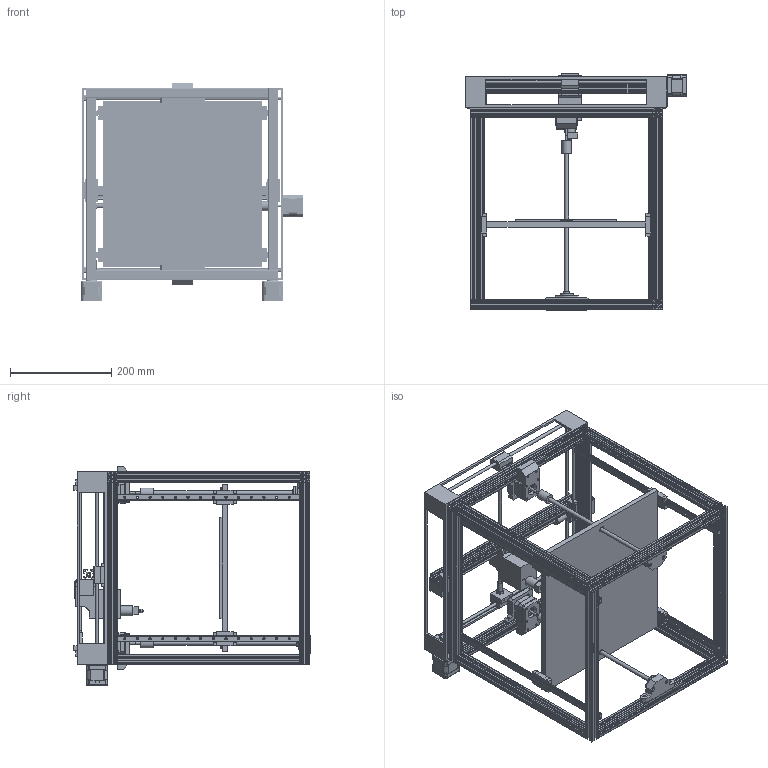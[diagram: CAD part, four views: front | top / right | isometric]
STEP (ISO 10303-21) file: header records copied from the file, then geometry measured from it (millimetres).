
FILE_DESCRIPTION(/* description */ (''),/* implementation_level */ '2;1');
FILE_NAME(/* name */ 'printer 6_grab v1.step',/* time_stamp */ '2020-06-17T15:01:49+03:00',/* author */ (''),/* organization */ (''),/* preprocessor_version */ 'ST-DEVELOPER v18.1',/* originating_system */ 'Autodesk Translation Framework v9.3.0.1241',/* authorisation */ '');
FILE_SCHEMA (('AUTOMOTIVE_DESIGN { 1 0 10303 214 3 1 1 }'));
Length unit declared in the file: millimetre
Products named in the file (55): printer 6_grab; steel  profile; Каретка MGN12H; Component54; Component52; Component53; рельс MGN 12 - 348 мм; _mcm03_slider_50_01_02 (1); MCM03010P01K00-0; _mcm03_body_100_01_02; _mcm03_rod_100_01_02; E3D-V6; Кретка экструдера 
v4 (1); Heater Block; Nozzle; Каретка MGN12H (1) (1); Component69; MCM03010P01K00-0 (1); Component73; MCM03010P01K00-0 (1)_1; _mcm03_rod_100_01_02 (1); MCM03010P01K00-0 (1) (1); MCM03010P01K00-0 (1) (2); _mcm03_body_100_01_02 (1); _mcm03_rod_100_01_02 (1) (2); _mcm03_slider_50_01_02 (1) (1); MCM03010P01K00-0 (1) (1)_1; _mcm03_rod_100_01_02 (1) (1); рельс MGN 12 - 348 мм 
(1); Каретка MGN12H (1) (1) (1
); Component83; NEMA 17; NEMA 17 (1) (1); опора подшипника 
оси Z; опора подшипника 
оси Z_1; 8mm Bearing Mount; NEMA 17_1; Доп крепление 
двигателя Z (1); Крепление двигателя 
Z (1); Вал винтовой 
передачи (1) ...
Assembly tree (94 placements, depth 4):
  printer 6_grab
    steel  profile  x12
    рельс MGN 12 - 348 мм  x3
    Каретка MGN12H
      Component54
    Component52
    Component53
    _mcm03_slider_50_01_02 (1)  x2
    MCM03010P01K00-0
      _mcm03_body_100_01_02
      _mcm03_rod_100_01_02
    E3D-V6
      Кретка экструдера 
v4 (1)
      Heater Block
      Nozzle
      Каретка MGN12H (1) (1)
      Component69
    MCM03010P01K00-0 (1)
      _mcm03_rod_100_01_02 (1)
    Component73
    MCM03010P01K00-0 (1)_1
      _mcm03_rod_100_01_02 (1)
    MCM03010P01K00-0 (1) (1)
      _mcm03_rod_100_01_02 (1) (1)
    MCM03010P01K00-0 (1) (2)
      _mcm03_body_100_01_02 (1)
      _mcm03_rod_100_01_02 (1) (2)
      _mcm03_slider_50_01_02 (1) (1)  x2
    MCM03010P01K00-0 (1) (1)_1
      _mcm03_rod_100_01_02 (1) (1)
    рельс MGN 12 - 348 мм 
(1)  x4
    Каретка MGN12H (1) (1) (1
)
    Component83
    NEMA 17
      Доп крепление 
двигателя Z (1)
      Крепление двигателя 
Z (1)
      Вал винтовой 
передачи (1)
      NEMA 17 (1) (1)
        Base (1) (1)
        Cuerpo (1) (1)
        Tapa (1) (1)
        Eje (1) (1)
      Component97
    опора подшипника 
оси Z
      8mm Bearing Mount
    Гайка винтовой 
передачи - латунь  x2
    опора подшипника 
оси Z_1
      8mm Bearing Mount
    NEMA 17_1
      Доп крепление 
двигателя Z (1)
      Крепление двигателя 
Z (1)
      Вал винтовой 
передачи (1)
      NEMA 17 (1) (1)_1
        Base (1) (1)
        Cuerpo (1) (1)
        Tapa (1) (1)
        Eje (1) (1)
      Component97
    NEMA 17 (2)
      Component105
Bounding box: 438.75 x 466.75 x 432.1 mm (x, y, z)
Volume: 3296230 mm3; surface area: 1706290.4 mm2
Topology: 92 solids, 93 shells, 3742 faces, 9531 edges, 6220 vertices
Faces by surface type: plane 2468, cylinder 863, cone 270, torus 117, bspline 24
Full cylindrical faces by diameter (mm): 0.4 x1, 2 x3, 2.459 x48, 2.5 x2, 3 x60, 3.2 x12, 3.4 x8, 3.5 x98, 4 x16, 5 x13, 5.2 x2, 5.35 x8, 6 x125, 6.2 x8, 7 x1, 7.9 x2, 8 x8, 8.1 x5, 8.5 x4, 8.626 x1, 9 x3, 9.4 x2, 9.5 x6, 9.8 x3, 10 x4, 11 x6, 12 x5, 15 x2, 16 x6, 19 x5
Entity records: 57733 total; most frequent: CARTESIAN_POINT 9944, DIRECTION 9659, ORIENTED_EDGE 9182, EDGE_CURVE 4591, LINE 3451, VECTOR 3451, AXIS2_PLACEMENT_3D 3104, VERTEX_POINT 3011
